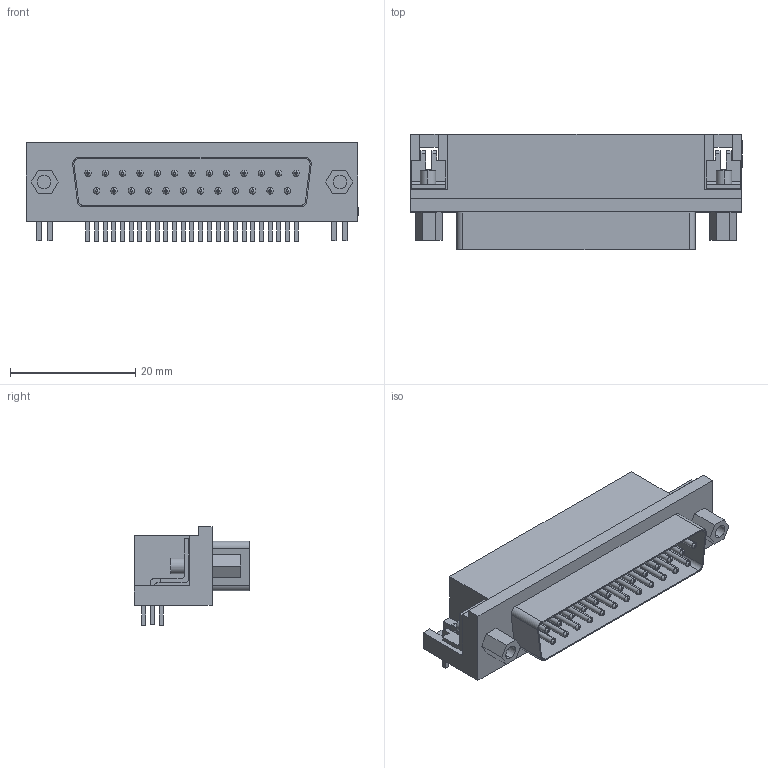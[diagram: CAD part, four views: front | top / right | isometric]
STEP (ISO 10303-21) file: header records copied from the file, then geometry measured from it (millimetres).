
FILE_DESCRIPTION (( 'STEP AP214' ), '1' );
FILE_NAME ('DB25-TH_DMR025PM000XH00.step', '2022-08-04T02:33:22', ( '' ), ( '' ), 'SwSTEP 2.0', 'SolidWorks 2020', '' );
FILE_SCHEMA (( 'AUTOMOTIVE_DESIGN' ));
Length unit declared in the file: millimetre
Products named in the file (1): DB25-TH_DMR025PM000XH00
Bounding box: 53.04 x 18.4 x 15.73 mm (x, y, z)
Volume: 6020.3 mm3; surface area: 5897.8 mm2
Topology: 14 solids, 14 shells, 769 faces, 1972 edges, 1298 vertices
Faces by surface type: plane 523, bspline 114, cylinder 82, torus 50
Entity records: 28698 total; most frequent: CARTESIAN_POINT 6402, ORIENTED_EDGE 3944, DIRECTION 3316, EDGE_CURVE 1972, LINE 1476, VECTOR 1476, VERTEX_POINT 1298, AXIS2_PLACEMENT_3D 920
